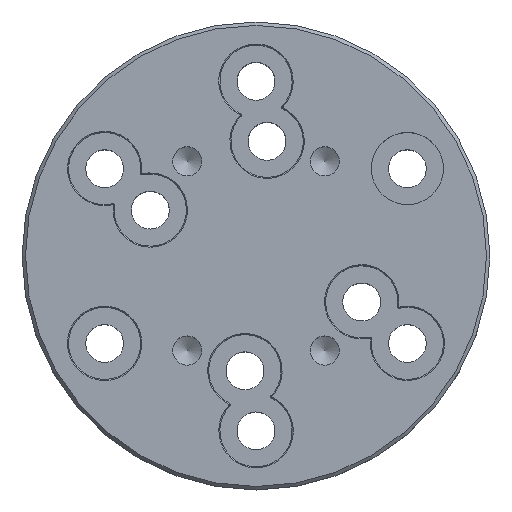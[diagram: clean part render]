
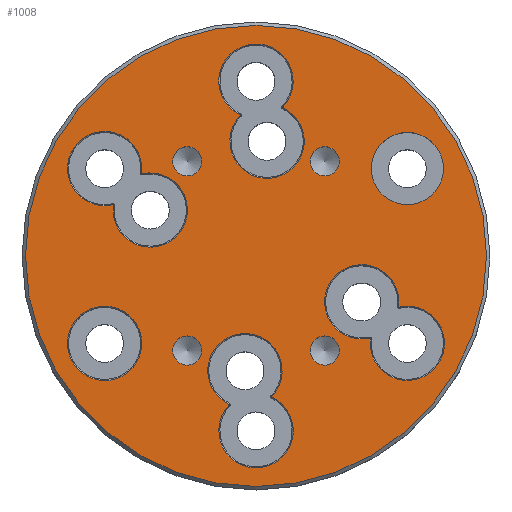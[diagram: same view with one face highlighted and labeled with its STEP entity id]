
A CAD part, top view. The second image highlights one B-rep face of the part: STEP entity #1008.
In plain terms, the highlighted planar face has unit normal (0, 0, 1).
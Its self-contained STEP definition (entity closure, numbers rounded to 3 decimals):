
#15=FACE_BOUND('',#160,.T.);
#16=FACE_BOUND('',#161,.T.);
#17=FACE_BOUND('',#162,.T.);
#18=FACE_BOUND('',#163,.T.);
#19=FACE_BOUND('',#164,.T.);
#20=FACE_BOUND('',#165,.T.);
#21=FACE_BOUND('',#166,.T.);
#22=FACE_BOUND('',#167,.T.);
#23=FACE_BOUND('',#168,.T.);
#24=FACE_BOUND('',#169,.T.);
#45=PLANE('',#1098);
#93=FACE_OUTER_BOUND('',#159,.T.);
#159=EDGE_LOOP('',(#712));
#160=EDGE_LOOP('',(#713));
#161=EDGE_LOOP('',(#714,#715,#716,#717));
#162=EDGE_LOOP('',(#718));
#163=EDGE_LOOP('',(#719));
#164=EDGE_LOOP('',(#720));
#165=EDGE_LOOP('',(#721));
#166=EDGE_LOOP('',(#722));
#167=EDGE_LOOP('',(#723,#724,#725,#726));
#168=EDGE_LOOP('',(#727,#728,#729,#730));
#169=EDGE_LOOP('',(#731,#732,#733,#734));
#249=CIRCLE('',#1083,5.4);
#252=CIRCLE('',#1087,0.1);
#253=CIRCLE('',#1089,5.4);
#256=CIRCLE('',#1093,0.1);
#259=CIRCLE('',#1099,33.5);
#260=CIRCLE('',#1100,5.4);
#261=CIRCLE('',#1101,5.4);
#262=CIRCLE('',#1102,0.1);
#263=CIRCLE('',#1103,5.4);
#264=CIRCLE('',#1104,0.1);
#265=CIRCLE('',#1105,5.25);
#266=CIRCLE('',#1106,2.117);
#267=CIRCLE('',#1107,2.117);
#268=CIRCLE('',#1108,2.117);
#269=CIRCLE('',#1109,2.117);
#270=CIRCLE('',#1110,5.4);
#271=CIRCLE('',#1111,0.1);
#272=CIRCLE('',#1112,5.4);
#273=CIRCLE('',#1113,0.1);
#274=CIRCLE('',#1114,5.4);
#275=CIRCLE('',#1115,0.1);
#276=CIRCLE('',#1116,5.4);
#277=CIRCLE('',#1117,0.1);
#453=VERTEX_POINT('',#1604);
#454=VERTEX_POINT('',#1606);
#457=VERTEX_POINT('',#1614);
#459=VERTEX_POINT('',#1619);
#463=VERTEX_POINT('',#1637);
#464=VERTEX_POINT('',#1639);
#465=VERTEX_POINT('',#1641);
#466=VERTEX_POINT('',#1642);
#467=VERTEX_POINT('',#1644);
#468=VERTEX_POINT('',#1646);
#469=VERTEX_POINT('',#1649);
#470=VERTEX_POINT('',#1651);
#471=VERTEX_POINT('',#1653);
#472=VERTEX_POINT('',#1655);
#473=VERTEX_POINT('',#1657);
#474=VERTEX_POINT('',#1659);
#475=VERTEX_POINT('',#1660);
#476=VERTEX_POINT('',#1662);
#477=VERTEX_POINT('',#1664);
#478=VERTEX_POINT('',#1667);
#479=VERTEX_POINT('',#1668);
#480=VERTEX_POINT('',#1670);
#481=VERTEX_POINT('',#1672);
#544=EDGE_CURVE('',#453,#454,#249,.T.);
#549=EDGE_CURVE('',#457,#453,#252,.T.);
#551=EDGE_CURVE('',#459,#457,#253,.T.);
#554=EDGE_CURVE('',#454,#459,#256,.T.);
#560=EDGE_CURVE('',#463,#463,#259,.T.);
#561=EDGE_CURVE('',#464,#464,#260,.T.);
#562=EDGE_CURVE('',#465,#466,#261,.T.);
#563=EDGE_CURVE('',#467,#465,#262,.T.);
#564=EDGE_CURVE('',#468,#467,#263,.T.);
#565=EDGE_CURVE('',#466,#468,#264,.T.);
#566=EDGE_CURVE('',#469,#469,#265,.T.);
#567=EDGE_CURVE('',#470,#470,#266,.T.);
#568=EDGE_CURVE('',#471,#471,#267,.T.);
#569=EDGE_CURVE('',#472,#472,#268,.T.);
#570=EDGE_CURVE('',#473,#473,#269,.T.);
#571=EDGE_CURVE('',#474,#475,#270,.T.);
#572=EDGE_CURVE('',#476,#474,#271,.T.);
#573=EDGE_CURVE('',#477,#476,#272,.T.);
#574=EDGE_CURVE('',#475,#477,#273,.T.);
#575=EDGE_CURVE('',#478,#479,#274,.T.);
#576=EDGE_CURVE('',#480,#478,#275,.T.);
#577=EDGE_CURVE('',#481,#480,#276,.T.);
#578=EDGE_CURVE('',#479,#481,#277,.T.);
#712=ORIENTED_EDGE('',*,*,#560,.F.);
#713=ORIENTED_EDGE('',*,*,#561,.F.);
#714=ORIENTED_EDGE('',*,*,#562,.F.);
#715=ORIENTED_EDGE('',*,*,#563,.F.);
#716=ORIENTED_EDGE('',*,*,#564,.F.);
#717=ORIENTED_EDGE('',*,*,#565,.F.);
#718=ORIENTED_EDGE('',*,*,#566,.T.);
#719=ORIENTED_EDGE('',*,*,#567,.T.);
#720=ORIENTED_EDGE('',*,*,#568,.T.);
#721=ORIENTED_EDGE('',*,*,#569,.T.);
#722=ORIENTED_EDGE('',*,*,#570,.T.);
#723=ORIENTED_EDGE('',*,*,#571,.F.);
#724=ORIENTED_EDGE('',*,*,#572,.F.);
#725=ORIENTED_EDGE('',*,*,#573,.F.);
#726=ORIENTED_EDGE('',*,*,#574,.F.);
#727=ORIENTED_EDGE('',*,*,#575,.F.);
#728=ORIENTED_EDGE('',*,*,#576,.F.);
#729=ORIENTED_EDGE('',*,*,#577,.F.);
#730=ORIENTED_EDGE('',*,*,#578,.F.);
#731=ORIENTED_EDGE('',*,*,#544,.F.);
#732=ORIENTED_EDGE('',*,*,#549,.F.);
#733=ORIENTED_EDGE('',*,*,#551,.F.);
#734=ORIENTED_EDGE('',*,*,#554,.F.);
#1008=ADVANCED_FACE('',(#93,#15,#16,#17,#18,#19,#20,#21,#22,#23,#24),#45,
 .T.);
#1083=AXIS2_PLACEMENT_3D('',#1607,#1240,#1241);
#1087=AXIS2_PLACEMENT_3D('',#1616,#1250,#1251);
#1089=AXIS2_PLACEMENT_3D('',#1621,#1255,#1256);
#1093=AXIS2_PLACEMENT_3D('',#1625,#1263,#1264);
#1098=AXIS2_PLACEMENT_3D('',#1636,#1276,#1277);
#1099=AXIS2_PLACEMENT_3D('',#1638,#1278,#1279);
#1100=AXIS2_PLACEMENT_3D('',#1640,#1280,#1281);
#1101=AXIS2_PLACEMENT_3D('',#1643,#1282,#1283);
#1102=AXIS2_PLACEMENT_3D('',#1645,#1284,#1285);
#1103=AXIS2_PLACEMENT_3D('',#1647,#1286,#1287);
#1104=AXIS2_PLACEMENT_3D('',#1648,#1288,#1289);
#1105=AXIS2_PLACEMENT_3D('',#1650,#1290,#1291);
#1106=AXIS2_PLACEMENT_3D('',#1652,#1292,#1293);
#1107=AXIS2_PLACEMENT_3D('',#1654,#1294,#1295);
#1108=AXIS2_PLACEMENT_3D('',#1656,#1296,#1297);
#1109=AXIS2_PLACEMENT_3D('',#1658,#1298,#1299);
#1110=AXIS2_PLACEMENT_3D('',#1661,#1300,#1301);
#1111=AXIS2_PLACEMENT_3D('',#1663,#1302,#1303);
#1112=AXIS2_PLACEMENT_3D('',#1665,#1304,#1305);
#1113=AXIS2_PLACEMENT_3D('',#1666,#1306,#1307);
#1114=AXIS2_PLACEMENT_3D('',#1669,#1308,#1309);
#1115=AXIS2_PLACEMENT_3D('',#1671,#1310,#1311);
#1116=AXIS2_PLACEMENT_3D('',#1673,#1312,#1313);
#1117=AXIS2_PLACEMENT_3D('',#1674,#1314,#1315);
#1240=DIRECTION('center_axis',(0.,0.,1.));
#1241=DIRECTION('ref_axis',(-1.,0.,0.));
#1250=DIRECTION('center_axis',(0.,0.,-1.));
#1251=DIRECTION('ref_axis',(-0.673,-0.74,0.));
#1255=DIRECTION('center_axis',(0.,0.,1.));
#1256=DIRECTION('ref_axis',(1.,0.,0.));
#1263=DIRECTION('center_axis',(0.,0.,-1.));
#1264=DIRECTION('ref_axis',(0.673,0.74,0.));
#1276=DIRECTION('center_axis',(0.,0.,1.));
#1277=DIRECTION('ref_axis',(1.,0.,0.));
#1278=DIRECTION('center_axis',(0.,0.,-1.));
#1279=DIRECTION('ref_axis',(1.,0.,0.));
#1280=DIRECTION('center_axis',(0.,0.,1.));
#1281=DIRECTION('ref_axis',(-1.,0.,0.));
#1282=DIRECTION('center_axis',(0.,0.,1.));
#1283=DIRECTION('ref_axis',(1.,0.,0.));
#1284=DIRECTION('center_axis',(0.,0.,-1.));
#1285=DIRECTION('ref_axis',(0.673,0.74,0.));
#1286=DIRECTION('center_axis',(0.,0.,1.));
#1287=DIRECTION('ref_axis',(-1.,0.,0.));
#1288=DIRECTION('center_axis',(0.,0.,-1.));
#1289=DIRECTION('ref_axis',(-0.673,-0.74,0.));
#1290=DIRECTION('center_axis',(0.,0.,-1.));
#1291=DIRECTION('ref_axis',(-1.,0.,0.));
#1292=DIRECTION('center_axis',(0.,0.,-1.));
#1293=DIRECTION('ref_axis',(1.,0.,0.));
#1294=DIRECTION('center_axis',(0.,0.,-1.));
#1295=DIRECTION('ref_axis',(1.,0.,0.));
#1296=DIRECTION('center_axis',(0.,0.,-1.));
#1297=DIRECTION('ref_axis',(1.,0.,0.));
#1298=DIRECTION('center_axis',(0.,0.,-1.));
#1299=DIRECTION('ref_axis',(1.,0.,0.));
#1300=DIRECTION('center_axis',(0.,0.,1.));
#1301=DIRECTION('ref_axis',(1.,0.,0.));
#1302=DIRECTION('center_axis',(0.,0.,-1.));
#1303=DIRECTION('ref_axis',(0.983,0.181,0.));
#1304=DIRECTION('center_axis',(0.,0.,1.));
#1305=DIRECTION('ref_axis',(-1.,0.,0.));
#1306=DIRECTION('center_axis',(0.,0.,-1.));
#1307=DIRECTION('ref_axis',(-0.983,-0.181,0.));
#1308=DIRECTION('center_axis',(0.,0.,1.));
#1309=DIRECTION('ref_axis',(-1.,0.,0.));
#1310=DIRECTION('center_axis',(0.,0.,-1.));
#1311=DIRECTION('ref_axis',(-0.983,-0.181,0.));
#1312=DIRECTION('center_axis',(0.,0.,1.));
#1313=DIRECTION('ref_axis',(1.,0.,0.));
#1314=DIRECTION('center_axis',(0.,0.,-1.));
#1315=DIRECTION('ref_axis',(0.983,0.181,0.));
#1604=CARTESIAN_POINT('',(20.726,-7.314,30.));
#1606=CARTESIAN_POINT('',(16.515,-11.948,30.));
#1607=CARTESIAN_POINT('Origin',(15.364,-6.672,30.));
#1614=CARTESIAN_POINT('',(20.846,-7.424,30.));
#1616=CARTESIAN_POINT('Origin',(20.825,-7.326,30.));
#1619=CARTESIAN_POINT('',(16.635,-12.057,30.));
#1621=CARTESIAN_POINT('Origin',(21.997,-12.7,30.));
#1625=CARTESIAN_POINT('Origin',(16.536,-12.045,30.));
#1636=CARTESIAN_POINT('Origin',(0.,0.,30.));
#1637=CARTESIAN_POINT('',(-33.5,0.,30.));
#1638=CARTESIAN_POINT('Origin',(0.,0.,30.));
#1639=CARTESIAN_POINT('',(-16.597,-12.7,30.));
#1640=CARTESIAN_POINT('Origin',(-21.997,-12.7,30.));
#1641=CARTESIAN_POINT('',(-20.726,7.314,30.));
#1642=CARTESIAN_POINT('',(-16.515,11.948,30.));
#1643=CARTESIAN_POINT('Origin',(-15.364,6.672,30.));
#1644=CARTESIAN_POINT('',(-20.846,7.424,30.));
#1645=CARTESIAN_POINT('Origin',(-20.825,7.326,30.));
#1646=CARTESIAN_POINT('',(-16.635,12.057,30.));
#1647=CARTESIAN_POINT('Origin',(-21.997,12.7,30.));
#1648=CARTESIAN_POINT('Origin',(-16.536,12.045,30.));
#1649=CARTESIAN_POINT('',(27.247,12.7,30.));
#1650=CARTESIAN_POINT('Origin',(21.997,12.7,30.));
#1651=CARTESIAN_POINT('',(7.883,-13.75,30.));
#1652=CARTESIAN_POINT('Origin',(10.,-13.75,30.));
#1653=CARTESIAN_POINT('',(-12.117,13.75,30.));
#1654=CARTESIAN_POINT('Origin',(-10.,13.75,30.));
#1655=CARTESIAN_POINT('',(7.883,13.75,30.));
#1656=CARTESIAN_POINT('Origin',(10.,13.75,30.));
#1657=CARTESIAN_POINT('',(-12.117,-13.75,30.));
#1658=CARTESIAN_POINT('Origin',(-10.,-13.75,30.));
#1659=CARTESIAN_POINT('',(-2.321,20.38,30.));
#1660=CARTESIAN_POINT('',(3.956,21.534,30.));
#1661=CARTESIAN_POINT('Origin',(1.605,16.673,30.));
#1662=CARTESIAN_POINT('',(-2.351,20.538,30.));
#1663=CARTESIAN_POINT('Origin',(-2.394,20.448,30.));
#1664=CARTESIAN_POINT('',(3.927,21.693,30.));
#1665=CARTESIAN_POINT('Origin',(0.,25.4,30.));
#1666=CARTESIAN_POINT('Origin',(3.999,21.625,30.));
#1667=CARTESIAN_POINT('',(2.321,-20.38,30.));
#1668=CARTESIAN_POINT('',(-3.956,-21.534,30.));
#1669=CARTESIAN_POINT('Origin',(-1.605,-16.673,30.));
#1670=CARTESIAN_POINT('',(2.351,-20.538,30.));
#1671=CARTESIAN_POINT('Origin',(2.394,-20.448,30.));
#1672=CARTESIAN_POINT('',(-3.927,-21.693,30.));
#1673=CARTESIAN_POINT('Origin',(0.,-25.4,30.));
#1674=CARTESIAN_POINT('Origin',(-3.999,-21.625,30.));
